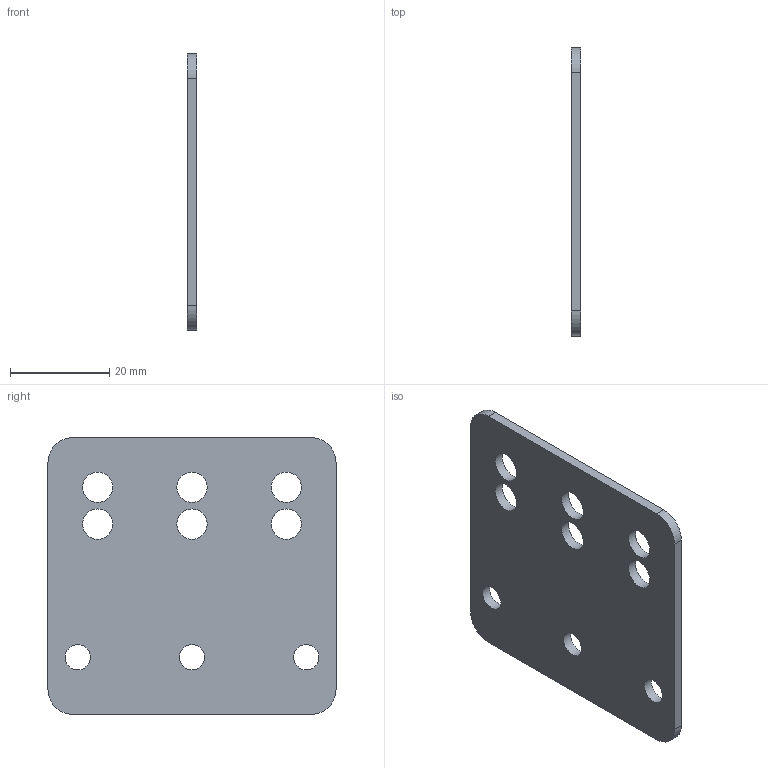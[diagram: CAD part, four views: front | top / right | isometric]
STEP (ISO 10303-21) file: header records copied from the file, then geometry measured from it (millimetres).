
FILE_DESCRIPTION(('STEP AP214'),'1');
FILE_NAME('GS34.stp','2017-02-01T07:32:37',(' '),(' '),'Spatial InterOp 3D',' ',' ');
FILE_SCHEMA(('automotive_design'));
Length unit declared in the file: millimetre
Products named in the file (1): GS34
Bounding box: 2 x 58 x 55.7 mm (x, y, z)
Volume: 5945 mm3; surface area: 6708.7 mm2
Topology: 1 solids, 1 shells, 19 faces, 51 edges, 34 vertices
Faces by surface type: cylinder 13, plane 6
Full cylindrical faces by diameter (mm): 5.1 x3, 6.1 x6
Entity records: 770 total; most frequent: DIRECTION 108, CARTESIAN_POINT 96, ORIENTED_EDGE 84, AXIS2_PLACEMENT_3D 46, EDGE_LOOP 46, EDGE_CURVE 42, VERTEX_POINT 34, FACE_OUTER_BOUND 28
